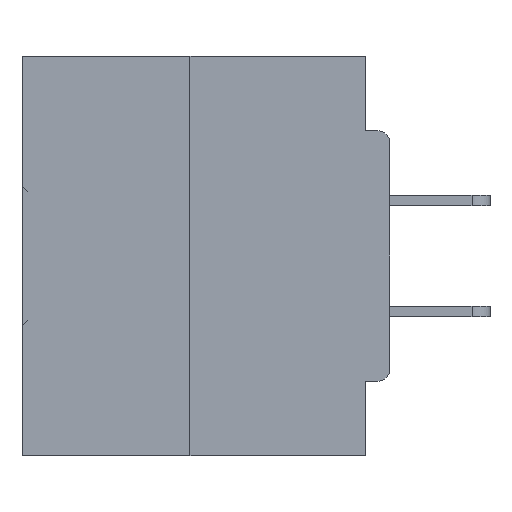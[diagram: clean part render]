
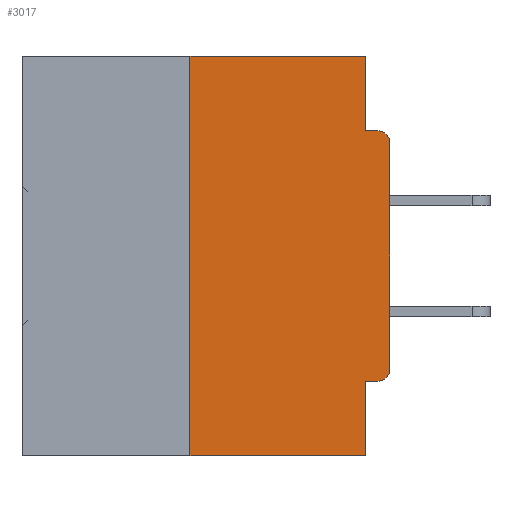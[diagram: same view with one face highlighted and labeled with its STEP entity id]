
A CAD part, left-side view. The second image highlights one B-rep face of the part: STEP entity #3017.
In plain terms, the highlighted planar face has unit normal (-1, 0, 0).
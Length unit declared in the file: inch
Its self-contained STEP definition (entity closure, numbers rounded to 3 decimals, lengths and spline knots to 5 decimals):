
#677 = VERTEX_POINT ( 'NONE', #1172 ) ;
#1172 = CARTESIAN_POINT ( 'NONE',  ( 0., 0.031, -0.0935 ) ) ;
#1403 = CARTESIAN_POINT ( 'NONE',  ( 0., 0., 0. ) ) ;
#2195 = VECTOR ( 'NONE', #20192, 39.37008 ) ;
#2659 = ORIENTED_EDGE ( 'NONE', *, *, #38315, .F. ) ;
#2959 = CARTESIAN_POINT ( 'NONE',  ( 0., 0.031, 0. ) ) ;
#3000 = EDGE_CURVE ( 'NONE', #8178, #3653, #22155, .T. ) ;
#3017 = ADVANCED_FACE ( 'NONE', ( #18311 ), #35596, .F. ) ;
#3238 = CARTESIAN_POINT ( 'NONE',  ( 0., 0., -0.0935 ) ) ;
#3251 = EDGE_CURVE ( 'NONE', #10520, #31427, #29860, .T. ) ;
#3546 = DIRECTION ( 'NONE',  ( 0., 0., -1. ) ) ;
#3653 = VERTEX_POINT ( 'NONE', #40014 ) ;
#5346 = CARTESIAN_POINT ( 'NONE',  ( 0., 0.031, -0.5 ) ) ;
#6480 = VERTEX_POINT ( 'NONE', #2959 ) ;
#6531 = CARTESIAN_POINT ( 'NONE',  ( 0., 0.015, -0.4065 ) ) ;
#8178 = VERTEX_POINT ( 'NONE', #6531 ) ;
#8371 = EDGE_CURVE ( 'NONE', #22171, #23288, #22055, .T. ) ;
#8476 = VERTEX_POINT ( 'NONE', #29827 ) ;
#9772 = CARTESIAN_POINT ( 'NONE',  ( 0., 0.031, 0. ) ) ;
#9780 = DIRECTION ( 'NONE',  ( 0., 1., 0. ) ) ;
#10116 = VECTOR ( 'NONE', #39999, 39.37008 ) ;
#10520 = VERTEX_POINT ( 'NONE', #18467 ) ;
#11468 = LINE ( 'NONE', #9772, #2195 ) ;
#12038 = ORIENTED_EDGE ( 'NONE', *, *, #20391, .T. ) ;
#13536 = LINE ( 'NONE', #15590, #43023 ) ;
#15115 = LINE ( 'NONE', #3238, #16249 ) ;
#15590 = CARTESIAN_POINT ( 'NONE',  ( 0., 0.46, -0.5 ) ) ;
#16249 = VECTOR ( 'NONE', #34536, 39.37008 ) ;
#17001 = CARTESIAN_POINT ( 'NONE',  ( 0., 0.25, -0.5 ) ) ;
#18311 = FACE_OUTER_BOUND ( 'NONE', #18878, .T. ) ;
#18467 = CARTESIAN_POINT ( 'NONE',  ( 0., 0.031, -0.4065 ) ) ;
#18542 = VECTOR ( 'NONE', #27971, 39.37008 ) ;
#18618 = ORIENTED_EDGE ( 'NONE', *, *, #8371, .F. ) ;
#18878 = EDGE_LOOP ( 'NONE', ( #32752, #18618, #42888, #44305, #34970, #21573, #12038, #27030, #2659, #35186 ) ) ;
#18912 = AXIS2_PLACEMENT_3D ( 'NONE', #38795, #24540, #3546 ) ;
#19356 = DIRECTION ( 'NONE',  ( 0., 0., 1. ) ) ;
#20192 = DIRECTION ( 'NONE',  ( 0., 0., -1. ) ) ;
#20391 = EDGE_CURVE ( 'NONE', #3653, #41043, #39394, .T. ) ;
#21514 = EDGE_CURVE ( 'NONE', #22171, #31427, #13536, .T. ) ;
#21573 = ORIENTED_EDGE ( 'NONE', *, *, #3000, .T. ) ;
#22055 = LINE ( 'NONE', #43153, #29748 ) ;
#22155 = CIRCLE ( 'NONE', #43196, 0.015 ) ;
#22171 = VERTEX_POINT ( 'NONE', #17001 ) ;
#23288 = VERTEX_POINT ( 'NONE', #39111 ) ;
#24059 = VECTOR ( 'NONE', #19356, 39.37008 ) ;
#24540 = DIRECTION ( 'NONE',  ( 1., 0., 0. ) ) ;
#26710 = AXIS2_PLACEMENT_3D ( 'NONE', #39376, #42690, #28814 ) ;
#27030 = ORIENTED_EDGE ( 'NONE', *, *, #42996, .T. ) ;
#27971 = DIRECTION ( 'NONE',  ( 0., -1., 0. ) ) ;
#28215 = DIRECTION ( 'NONE',  ( 0., 0., -1. ) ) ;
#28305 = LINE ( 'NONE', #44478, #33827 ) ;
#28814 = DIRECTION ( 'NONE',  ( 0., 0., -1. ) ) ;
#29748 = VECTOR ( 'NONE', #32990, 39.37008 ) ;
#29827 = CARTESIAN_POINT ( 'NONE',  ( 0., 0.015, -0.0935 ) ) ;
#29860 = LINE ( 'NONE', #5346, #10116 ) ;
#30343 = CARTESIAN_POINT ( 'NONE',  ( 0., 0.031, -0.5 ) ) ;
#31427 = VERTEX_POINT ( 'NONE', #30343 ) ;
#32752 = ORIENTED_EDGE ( 'NONE', *, *, #34054, .F. ) ;
#32990 = DIRECTION ( 'NONE',  ( 0., 0., 1. ) ) ;
#33827 = VECTOR ( 'NONE', #9780, 39.37008 ) ;
#34054 = EDGE_CURVE ( 'NONE', #23288, #6480, #34510, .T. ) ;
#34510 = LINE ( 'NONE', #41742, #18542 ) ;
#34536 = DIRECTION ( 'NONE',  ( 0., -1., 0. ) ) ;
#34970 = ORIENTED_EDGE ( 'NONE', *, *, #35117, .F. ) ;
#35117 = EDGE_CURVE ( 'NONE', #8178, #10520, #28305, .T. ) ;
#35147 = DIRECTION ( 'NONE',  ( -1., 0., 0. ) ) ;
#35186 = ORIENTED_EDGE ( 'NONE', *, *, #36131, .F. ) ;
#35596 = PLANE ( 'NONE',  #18912 ) ;
#36131 = EDGE_CURVE ( 'NONE', #6480, #677, #11468, .T. ) ;
#38315 = EDGE_CURVE ( 'NONE', #677, #8476, #15115, .T. ) ;
#38795 = CARTESIAN_POINT ( 'NONE',  ( 0., 0.46, 0. ) ) ;
#39111 = CARTESIAN_POINT ( 'NONE',  ( 0., 0.25, 0. ) ) ;
#39376 = CARTESIAN_POINT ( 'NONE',  ( 0., 0.015, -0.1085 ) ) ;
#39394 = LINE ( 'NONE', #1403, #24059 ) ;
#39815 = CIRCLE ( 'NONE', #26710, 0.015 ) ;
#39999 = DIRECTION ( 'NONE',  ( 0., 0., -1. ) ) ;
#40014 = CARTESIAN_POINT ( 'NONE',  ( 0., 0., -0.3915 ) ) ;
#40091 = DIRECTION ( 'NONE',  ( 0., -1., 0. ) ) ;
#41043 = VERTEX_POINT ( 'NONE', #43250 ) ;
#41742 = CARTESIAN_POINT ( 'NONE',  ( 0., 0.46, 0. ) ) ;
#42293 = CARTESIAN_POINT ( 'NONE',  ( 0., 0.015, -0.3915 ) ) ;
#42690 = DIRECTION ( 'NONE',  ( -1., 0., 0. ) ) ;
#42888 = ORIENTED_EDGE ( 'NONE', *, *, #21514, .T. ) ;
#42996 = EDGE_CURVE ( 'NONE', #41043, #8476, #39815, .T. ) ;
#43023 = VECTOR ( 'NONE', #40091, 39.37008 ) ;
#43153 = CARTESIAN_POINT ( 'NONE',  ( 0., 0.25, 0. ) ) ;
#43196 = AXIS2_PLACEMENT_3D ( 'NONE', #42293, #35147, #28215 ) ;
#43250 = CARTESIAN_POINT ( 'NONE',  ( 0., 0., -0.1085 ) ) ;
#44305 = ORIENTED_EDGE ( 'NONE', *, *, #3251, .F. ) ;
#44478 = CARTESIAN_POINT ( 'NONE',  ( 0., 0., -0.4065 ) ) ;
